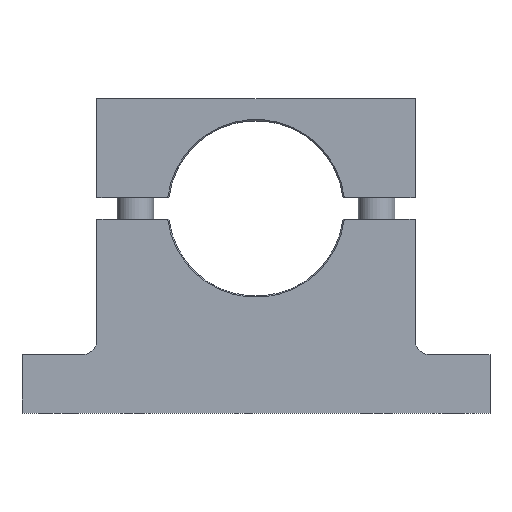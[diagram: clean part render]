
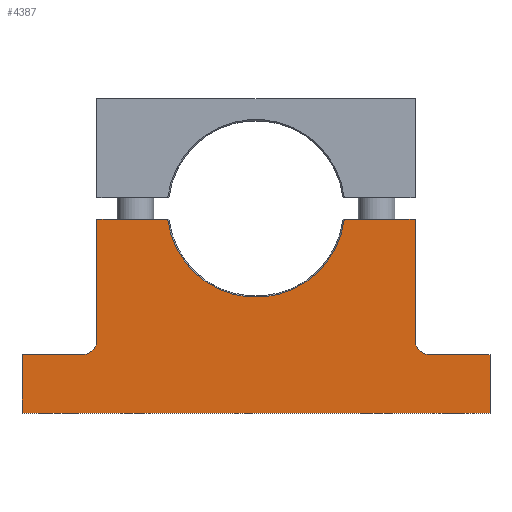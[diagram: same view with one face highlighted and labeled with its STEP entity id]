
A CAD part, top view. The second image highlights one B-rep face of the part: STEP entity #4387.
In plain terms, the highlighted planar face has unit normal (0, 0, 1).
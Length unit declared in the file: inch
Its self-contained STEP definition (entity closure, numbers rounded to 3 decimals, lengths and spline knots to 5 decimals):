
#10 = EDGE_CURVE ( 'NONE', #2417, #604, #4509, .T. ) ;
#17 = DIRECTION ( 'NONE',  ( 0., 0., -1. ) ) ;
#80 = EDGE_CURVE ( 'NONE', #3211, #4961, #489, .T. ) ;
#138 = VERTEX_POINT ( 'NONE', #2386 ) ;
#144 = ORIENTED_EDGE ( 'NONE', *, *, #4604, .T. ) ;
#249 = VERTEX_POINT ( 'NONE', #1153 ) ;
#276 = VECTOR ( 'NONE', #1597, 39.37008 ) ;
#293 = PLANE ( 'NONE',  #1130 ) ;
#336 = DIRECTION ( 'NONE',  ( 1., 0., 0. ) ) ;
#339 = EDGE_CURVE ( 'NONE', #138, #1945, #797, .T. ) ;
#393 = CARTESIAN_POINT ( 'NONE',  ( -0.7542, -0.09375, 0.375 ) ) ;
#489 = LINE ( 'NONE', #3486, #4566 ) ;
#568 = VECTOR ( 'NONE', #2723, 39.37008 ) ;
#578 = CARTESIAN_POINT ( 'NONE',  ( 1.3595, -1.125, 0.375 ) ) ;
#604 = VERTEX_POINT ( 'NONE', #4717 ) ;
#675 = CARTESIAN_POINT ( 'NONE',  ( 2., -1.75, 0.375 ) ) ;
#709 = VECTOR ( 'NONE', #3852, 39.37008 ) ;
#737 = ORIENTED_EDGE ( 'NONE', *, *, #858, .F. ) ;
#797 = LINE ( 'NONE', #4236, #3734 ) ;
#858 = EDGE_CURVE ( 'NONE', #2890, #138, #3469, .T. ) ;
#997 = VERTEX_POINT ( 'NONE', #393 ) ;
#1063 = ORIENTED_EDGE ( 'NONE', *, *, #339, .F. ) ;
#1122 = EDGE_CURVE ( 'NONE', #2890, #997, #4594, .T. ) ;
#1130 = AXIS2_PLACEMENT_3D ( 'NONE', #3771, #1480, #4151 ) ;
#1152 = ORIENTED_EDGE ( 'NONE', *, *, #1742, .F. ) ;
#1153 = CARTESIAN_POINT ( 'NONE',  ( -1.3595, -0.09375, 0.375 ) ) ;
#1186 = DIRECTION ( 'NONE',  ( 0., -1., 0. ) ) ;
#1297 = DIRECTION ( 'NONE',  ( 1., 0., 0. ) ) ;
#1306 = LINE ( 'NONE', #3891, #276 ) ;
#1480 = DIRECTION ( 'NONE',  ( 0., 0., 1. ) ) ;
#1543 = EDGE_CURVE ( 'NONE', #2907, #2346, #4242, .T. ) ;
#1597 = DIRECTION ( 'NONE',  ( 0., 1., 0. ) ) ;
#1668 = EDGE_CURVE ( 'NONE', #2417, #249, #1306, .T. ) ;
#1742 = EDGE_CURVE ( 'NONE', #4961, #2359, #2747, .T. ) ;
#1945 = VERTEX_POINT ( 'NONE', #578 ) ;
#2000 = DIRECTION ( 'NONE',  ( 0., 0., -1. ) ) ;
#2019 = CARTESIAN_POINT ( 'NONE',  ( -2., -1.75, 0.375 ) ) ;
#2178 = CARTESIAN_POINT ( 'NONE',  ( 0.74412, -0.09375, 0.375 ) ) ;
#2280 = LINE ( 'NONE', #3967, #3302 ) ;
#2288 = DIRECTION ( 'NONE',  ( 1., 0., 0. ) ) ;
#2324 = CARTESIAN_POINT ( 'NONE',  ( 1.4845, -1.125, 0.375 ) ) ;
#2344 = ORIENTED_EDGE ( 'NONE', *, *, #1668, .F. ) ;
#2346 = VERTEX_POINT ( 'NONE', #3063 ) ;
#2359 = VERTEX_POINT ( 'NONE', #3457 ) ;
#2386 = CARTESIAN_POINT ( 'NONE',  ( 1.3595, -0.09375, 0.375 ) ) ;
#2411 = DIRECTION ( 'NONE',  ( 0., 1., 0. ) ) ;
#2417 = VERTEX_POINT ( 'NONE', #4284 ) ;
#2422 = EDGE_LOOP ( 'NONE', ( #1063, #737, #4824, #2677, #2344, #3079, #3386, #1152, #3078, #4508, #4046, #144 ) ) ;
#2565 = CARTESIAN_POINT ( 'NONE',  ( 0.7542, -0.09375, 0.375 ) ) ;
#2619 = LINE ( 'NONE', #3094, #568 ) ;
#2638 = CARTESIAN_POINT ( 'NONE',  ( 1.4845, -1.25, 0.375 ) ) ;
#2677 = ORIENTED_EDGE ( 'NONE', *, *, #3547, .F. ) ;
#2682 = DIRECTION ( 'NONE',  ( 0., 0., -1. ) ) ;
#2684 = FACE_OUTER_BOUND ( 'NONE', #2422, .T. ) ;
#2718 = DIRECTION ( 'NONE',  ( 1., 0., 0. ) ) ;
#2723 = DIRECTION ( 'NONE',  ( 0., -1., 0. ) ) ;
#2747 = LINE ( 'NONE', #2019, #3148 ) ;
#2890 = VERTEX_POINT ( 'NONE', #2565 ) ;
#2907 = VERTEX_POINT ( 'NONE', #4863 ) ;
#3063 = CARTESIAN_POINT ( 'NONE',  ( 2., -1.25, 0.375 ) ) ;
#3078 = ORIENTED_EDGE ( 'NONE', *, *, #80, .F. ) ;
#3079 = ORIENTED_EDGE ( 'NONE', *, *, #10, .T. ) ;
#3094 = CARTESIAN_POINT ( 'NONE',  ( 2., -1.25, 0.375 ) ) ;
#3148 = VECTOR ( 'NONE', #2411, 39.37008 ) ;
#3176 = VECTOR ( 'NONE', #4476, 39.37008 ) ;
#3211 = VERTEX_POINT ( 'NONE', #675 ) ;
#3222 = VECTOR ( 'NONE', #336, 39.37008 ) ;
#3302 = VECTOR ( 'NONE', #1297, 39.37008 ) ;
#3369 = EDGE_CURVE ( 'NONE', #2359, #604, #3761, .T. ) ;
#3386 = ORIENTED_EDGE ( 'NONE', *, *, #3369, .F. ) ;
#3423 = EDGE_CURVE ( 'NONE', #2346, #3211, #2619, .T. ) ;
#3457 = CARTESIAN_POINT ( 'NONE',  ( -2., -1.25, 0.375 ) ) ;
#3459 = CARTESIAN_POINT ( 'NONE',  ( -2., -1.25, 0.375 ) ) ;
#3469 = LINE ( 'NONE', #2178, #3176 ) ;
#3486 = CARTESIAN_POINT ( 'NONE',  ( 2., -1.75, 0.375 ) ) ;
#3547 = EDGE_CURVE ( 'NONE', #249, #997, #2280, .T. ) ;
#3734 = VECTOR ( 'NONE', #1186, 39.37008 ) ;
#3761 = LINE ( 'NONE', #3459, #709 ) ;
#3766 = AXIS2_PLACEMENT_3D ( 'NONE', #4305, #2000, #4689 ) ;
#3771 = CARTESIAN_POINT ( 'NONE',  ( 0., -1.06515, 0.375 ) ) ;
#3852 = DIRECTION ( 'NONE',  ( 1., 0., 0. ) ) ;
#3881 = DIRECTION ( 'NONE',  ( -1., 0., 0. ) ) ;
#3891 = CARTESIAN_POINT ( 'NONE',  ( -1.3595, -1.125, 0.375 ) ) ;
#3967 = CARTESIAN_POINT ( 'NONE',  ( -1.3595, -0.09375, 0.375 ) ) ;
#4046 = ORIENTED_EDGE ( 'NONE', *, *, #1543, .F. ) ;
#4061 = CIRCLE ( 'NONE', #4465, 0.125 ) ;
#4151 = DIRECTION ( 'NONE',  ( 1., 0., 0. ) ) ;
#4171 = AXIS2_PLACEMENT_3D ( 'NONE', #4573, #2682, #2288 ) ;
#4236 = CARTESIAN_POINT ( 'NONE',  ( 1.3595, -0.09375, 0.375 ) ) ;
#4242 = LINE ( 'NONE', #2638, #3222 ) ;
#4284 = CARTESIAN_POINT ( 'NONE',  ( -1.3595, -1.125, 0.375 ) ) ;
#4305 = CARTESIAN_POINT ( 'NONE',  ( 0., 0., 0.375 ) ) ;
#4387 = ADVANCED_FACE ( 'NONE', ( #2684 ), #293, .T. ) ;
#4465 = AXIS2_PLACEMENT_3D ( 'NONE', #2324, #17, #2718 ) ;
#4476 = DIRECTION ( 'NONE',  ( 1., 0., 0. ) ) ;
#4508 = ORIENTED_EDGE ( 'NONE', *, *, #3423, .F. ) ;
#4509 = CIRCLE ( 'NONE', #4171, 0.125 ) ;
#4525 = CARTESIAN_POINT ( 'NONE',  ( -2., -1.75, 0.375 ) ) ;
#4566 = VECTOR ( 'NONE', #3881, 39.37008 ) ;
#4573 = CARTESIAN_POINT ( 'NONE',  ( -1.4845, -1.125, 0.375 ) ) ;
#4594 = CIRCLE ( 'NONE', #3766, 0.76 ) ;
#4604 = EDGE_CURVE ( 'NONE', #2907, #1945, #4061, .T. ) ;
#4689 = DIRECTION ( 'NONE',  ( 1., 0., 0. ) ) ;
#4717 = CARTESIAN_POINT ( 'NONE',  ( -1.4845, -1.25, 0.375 ) ) ;
#4824 = ORIENTED_EDGE ( 'NONE', *, *, #1122, .T. ) ;
#4863 = CARTESIAN_POINT ( 'NONE',  ( 1.4845, -1.25, 0.375 ) ) ;
#4961 = VERTEX_POINT ( 'NONE', #4525 ) ;
